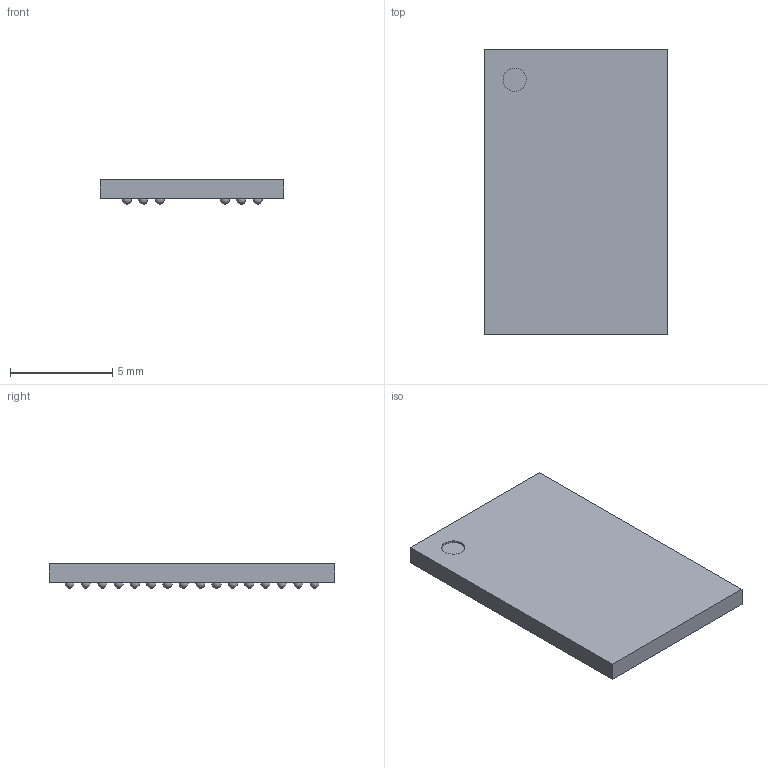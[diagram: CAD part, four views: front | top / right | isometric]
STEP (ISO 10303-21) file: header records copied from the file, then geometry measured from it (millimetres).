
FILE_DESCRIPTION(('Open CASCADE Model'),'2;1');
FILE_NAME('Open CASCADE Shape Model','2022-09-20T15:13:39',('Author'),( 'Open CASCADE'),'Open CASCADE STEP processor 7.5','Open CASCADE 7.5' ,'Unknown');
FILE_SCHEMA(('AUTOMOTIVE_DESIGN { 1 0 10303 214 1 1 1 1 }'));
Length unit declared in the file: millimetre
Products named in the file (7): PCB; Designator1; 7210134368; Open CASCADE STEP translator 7.5 32.1; Body; Open CASCADE STEP translator 7.5 32.2.1; ball
Assembly tree (100 placements, depth 4):
  PCB
  Designator1
    7210134368
      Open CASCADE STEP translator 7.5 32.1
      Body
        Open CASCADE STEP translator 7.5 32.2.1
      ball  x96
Bounding box: 9 x 14 x 1.2 mm (x, y, z)
Volume: 119.8 mm3; surface area: 361.8 mm2
Topology: 97 solids, 98 shells, 105 faces, 304 edges, 203 vertices
Faces by surface type: sphere 96, plane 8, cylinder 1
Full cylindrical faces by diameter (mm): 1.125 x1
Entity records: 1135 total; most frequent: DIRECTION 241, CARTESIAN_POINT 139, AXIS2_PLACEMENT_3D 114, PRODUCT_DEFINITION_SHAPE 107, CONTEXT_DEPENDENT_SHAPE_REPRESENTATION 100, ITEM_DEFINED_TRANSFORMATION 100, NEXT_ASSEMBLY_USAGE_OCCURRENCE 100, ORIENTED_EDGE 31
